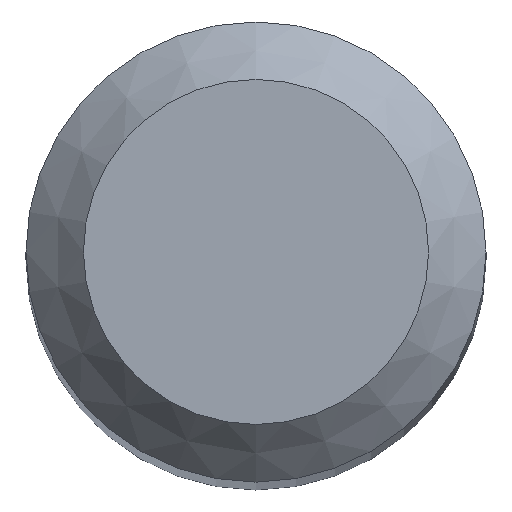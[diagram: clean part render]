
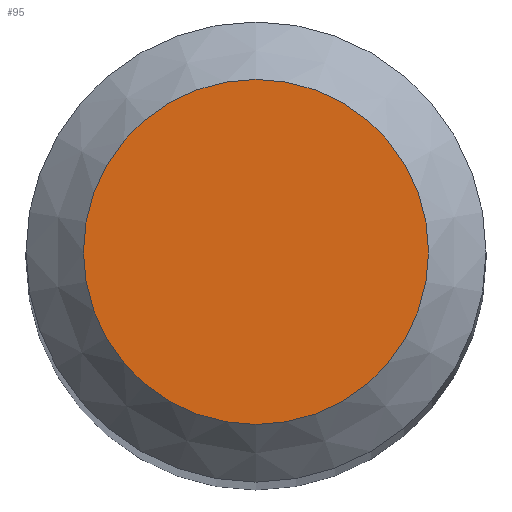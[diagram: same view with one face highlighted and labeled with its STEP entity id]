
A CAD part, top view. The second image highlights one B-rep face of the part: STEP entity #95.
In plain terms, the highlighted planar face has unit normal (0, 0, 1).
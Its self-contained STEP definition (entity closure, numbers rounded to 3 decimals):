
#19 = DIRECTION ( 'NONE',  ( 0., 1., 0. ) ) ;
#34 = AXIS2_PLACEMENT_3D ( 'NONE', #219, #124, #19 ) ;
#61 = DIRECTION ( 'NONE',  ( 0., 0., -1. ) ) ;
#74 = CIRCLE ( 'NONE', #34, 1.5 ) ;
#85 = FACE_OUTER_BOUND ( 'NONE', #172, .T. ) ;
#95 = ADVANCED_FACE ( 'NONE', ( #85 ), #247, .F. ) ;
#102 = VERTEX_POINT ( 'NONE', #180 ) ;
#110 = EDGE_CURVE ( 'NONE', #102, #102, #74, .T. ) ;
#114 = AXIS2_PLACEMENT_3D ( 'NONE', #163, #61, #146 ) ;
#124 = DIRECTION ( 'NONE',  ( 0., 0., -1. ) ) ;
#139 = ORIENTED_EDGE ( 'NONE', *, *, #110, .F. ) ;
#146 = DIRECTION ( 'NONE',  ( 0., 1., 0. ) ) ;
#163 = CARTESIAN_POINT ( 'NONE',  ( 0., 0., 62. ) ) ;
#172 = EDGE_LOOP ( 'NONE', ( #139 ) ) ;
#180 = CARTESIAN_POINT ( 'NONE',  ( 0., 1.5, 62. ) ) ;
#219 = CARTESIAN_POINT ( 'NONE',  ( 0., 0., 62. ) ) ;
#247 = PLANE ( 'NONE',  #114 ) ;
